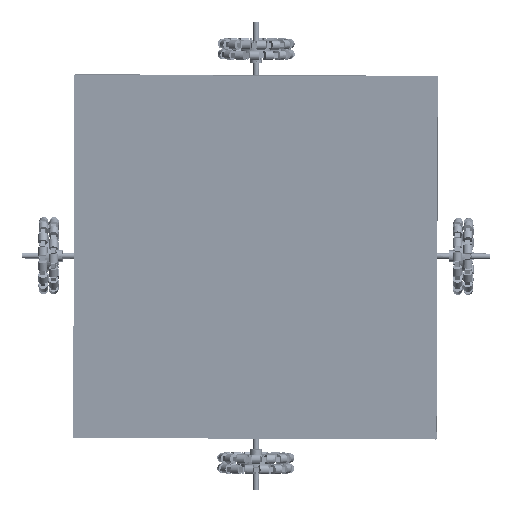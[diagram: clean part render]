
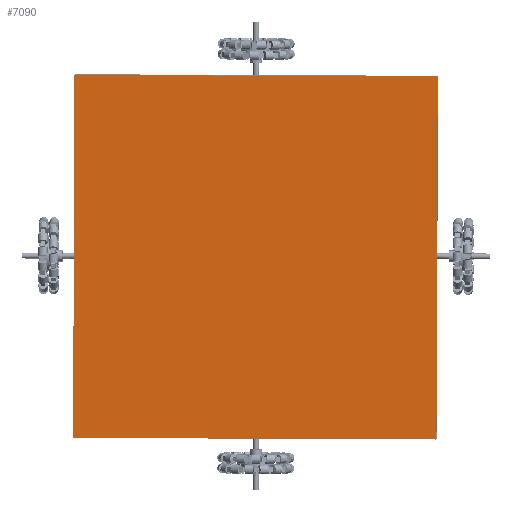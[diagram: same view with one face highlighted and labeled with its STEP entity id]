
A CAD part, front view. The second image highlights one B-rep face of the part: STEP entity #7090.
In plain terms, the highlighted face is planar.
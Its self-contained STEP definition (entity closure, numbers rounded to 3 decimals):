
#2766 = VECTOR ( 'NONE', #3217, 1000. ) ;
#3029 = ORIENTED_EDGE ( 'NONE', *, *, #27715, .T. ) ;
#3217 = DIRECTION ( 'NONE',  ( 1., 0., 0. ) ) ;
#3979 = ORIENTED_EDGE ( 'NONE', *, *, #29516, .T. ) ;
#5827 = CARTESIAN_POINT ( 'NONE',  ( -350., -350., 3. ) ) ;
#6252 = CARTESIAN_POINT ( 'NONE',  ( 350., 350., 3. ) ) ;
#7090 = ADVANCED_FACE ( 'NONE', ( #11257 ), #45718, .T. ) ;
#11257 = FACE_OUTER_BOUND ( 'NONE', #27976, .T. ) ;
#14673 = CARTESIAN_POINT ( 'NONE',  ( -350., 350., 3. ) ) ;
#17120 = DIRECTION ( 'NONE',  ( 0., 0., 1. ) ) ;
#18614 = CARTESIAN_POINT ( 'NONE',  ( 350., -350., 3. ) ) ;
#19123 = VERTEX_POINT ( 'NONE', #44649 ) ;
#19899 = VERTEX_POINT ( 'NONE', #29590 ) ;
#20384 = VERTEX_POINT ( 'NONE', #18614 ) ;
#22733 = ORIENTED_EDGE ( 'NONE', *, *, #29388, .T. ) ;
#23133 = VECTOR ( 'NONE', #36714, 1000. ) ;
#25116 = CARTESIAN_POINT ( 'NONE',  ( -350., -350., 3. ) ) ;
#26292 = VECTOR ( 'NONE', #32937, 1000. ) ;
#27715 = EDGE_CURVE ( 'NONE', #19899, #34006, #42156, .T. ) ;
#27764 = CARTESIAN_POINT ( 'NONE',  ( 0., 0., 3. ) ) ;
#27976 = EDGE_LOOP ( 'NONE', ( #39956, #22733, #3029, #3979 ) ) ;
#29388 = EDGE_CURVE ( 'NONE', #19123, #19899, #43549, .T. ) ;
#29516 = EDGE_CURVE ( 'NONE', #34006, #20384, #33554, .T. ) ;
#29590 = CARTESIAN_POINT ( 'NONE',  ( -350., 350., 3. ) ) ;
#32485 = LINE ( 'NONE', #6252, #34722 ) ;
#32937 = DIRECTION ( 'NONE',  ( -1., 0., 0. ) ) ;
#33319 = AXIS2_PLACEMENT_3D ( 'NONE', #27764, #17120, #42575 ) ;
#33554 = LINE ( 'NONE', #25116, #2766 ) ;
#34006 = VERTEX_POINT ( 'NONE', #5827 ) ;
#34722 = VECTOR ( 'NONE', #42220, 1000. ) ;
#36405 = CARTESIAN_POINT ( 'NONE',  ( -350., 350., 3. ) ) ;
#36714 = DIRECTION ( 'NONE',  ( 0., -1., 0. ) ) ;
#39956 = ORIENTED_EDGE ( 'NONE', *, *, #45385, .T. ) ;
#42156 = LINE ( 'NONE', #36405, #23133 ) ;
#42220 = DIRECTION ( 'NONE',  ( 0., 1., 0. ) ) ;
#42575 = DIRECTION ( 'NONE',  ( 1., 0., 0. ) ) ;
#43549 = LINE ( 'NONE', #14673, #26292 ) ;
#44649 = CARTESIAN_POINT ( 'NONE',  ( 350., 350., 3. ) ) ;
#45385 = EDGE_CURVE ( 'NONE', #20384, #19123, #32485, .T. ) ;
#45718 = PLANE ( 'NONE',  #33319 ) ;
